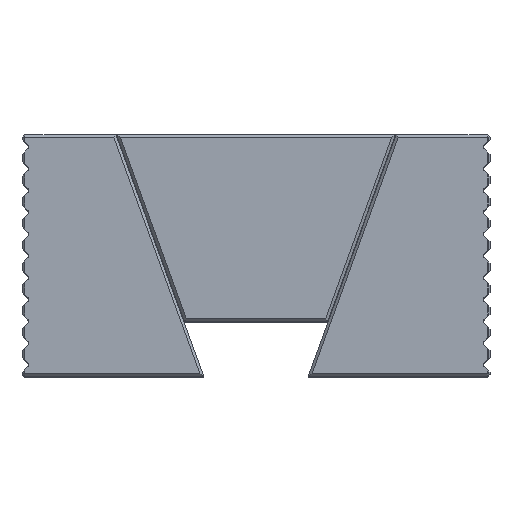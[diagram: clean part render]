
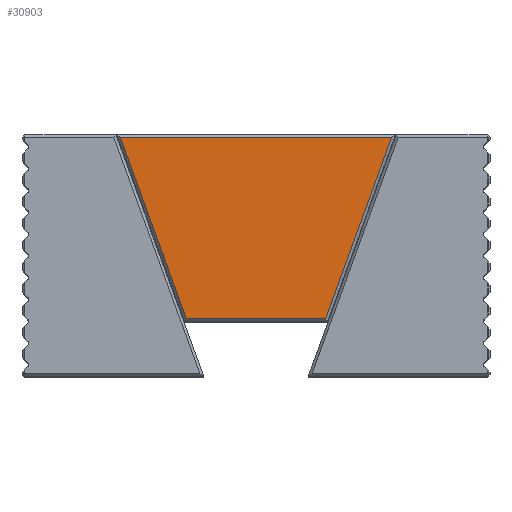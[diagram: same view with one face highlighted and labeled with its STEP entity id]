
A CAD part, top view. The second image highlights one B-rep face of the part: STEP entity #30903.
In plain terms, the highlighted planar face has unit normal (0, 0, 1).
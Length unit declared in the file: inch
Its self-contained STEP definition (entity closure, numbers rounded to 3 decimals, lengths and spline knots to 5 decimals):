
#388 = VERTEX_POINT ( 'NONE', #20272 ) ;
#955 = EDGE_CURVE ( 'NONE', #23925, #388, #22451, .T. ) ;
#968 = CARTESIAN_POINT ( 'NONE',  ( -0.24691, 0.00342, 0.78346 ) ) ;
#2080 = CARTESIAN_POINT ( 'NONE',  ( -0.24931, 0.01, 0.78346 ) ) ;
#2519 = CARTESIAN_POINT ( 'NONE',  ( -0.48552, 0.659, 0.78346 ) ) ;
#3974 = CARTESIAN_POINT ( 'NONE',  ( 0.21693, -0.07896, 0.78346 ) ) ;
#4308 = DIRECTION ( 'NONE',  ( 0., 0., -1. ) ) ;
#5433 = DIRECTION ( 'NONE',  ( 1., 0., 0. ) ) ;
#5683 = VECTOR ( 'NONE', #17122, 39.37008 ) ;
#5889 = ORIENTED_EDGE ( 'NONE', *, *, #14146, .T. ) ;
#5917 = DIRECTION ( 'NONE',  ( 0.342, -0.94, 0. ) ) ;
#7598 = FACE_OUTER_BOUND ( 'NONE', #11672, .T. ) ;
#8125 = LINE ( 'NONE', #968, #14107 ) ;
#11672 = EDGE_LOOP ( 'NONE', ( #28918, #5889, #30635, #22926 ) ) ;
#13079 = AXIS2_PLACEMENT_3D ( 'NONE', #29683, #4308, #22136 ) ;
#13741 = EDGE_CURVE ( 'NONE', #25524, #23925, #8125, .T. ) ;
#14107 = VECTOR ( 'NONE', #5917, 39.37008 ) ;
#14146 = EDGE_CURVE ( 'NONE', #32397, #25524, #20436, .T. ) ;
#14550 = EDGE_CURVE ( 'NONE', #388, #32397, #19234, .T. ) ;
#15575 = CARTESIAN_POINT ( 'NONE',  ( 0., 0.01, 0.78346 ) ) ;
#15645 = VECTOR ( 'NONE', #5433, 39.37008 ) ;
#17122 = DIRECTION ( 'NONE',  ( 0.342, 0.94, 0. ) ) ;
#19030 = CARTESIAN_POINT ( 'NONE',  ( 0., 0.659, 0.78346 ) ) ;
#19234 = LINE ( 'NONE', #3974, #5683 ) ;
#20272 = CARTESIAN_POINT ( 'NONE',  ( 0.24931, 0.01, 0.78346 ) ) ;
#20436 = LINE ( 'NONE', #19030, #26415 ) ;
#20735 = CARTESIAN_POINT ( 'NONE',  ( 0.48552, 0.659, 0.78346 ) ) ;
#22136 = DIRECTION ( 'NONE',  ( -1., 0., 0. ) ) ;
#22451 = LINE ( 'NONE', #15575, #15645 ) ;
#22926 = ORIENTED_EDGE ( 'NONE', *, *, #955, .T. ) ;
#23925 = VERTEX_POINT ( 'NONE', #2080 ) ;
#25524 = VERTEX_POINT ( 'NONE', #2519 ) ;
#26415 = VECTOR ( 'NONE', #31920, 39.37008 ) ;
#27027 = PLANE ( 'NONE',  #13079 ) ;
#28918 = ORIENTED_EDGE ( 'NONE', *, *, #14550, .T. ) ;
#29683 = CARTESIAN_POINT ( 'NONE',  ( 0., 0., 0.78346 ) ) ;
#30635 = ORIENTED_EDGE ( 'NONE', *, *, #13741, .T. ) ;
#30903 = ADVANCED_FACE ( 'NONE', ( #7598 ), #27027, .F. ) ;
#31920 = DIRECTION ( 'NONE',  ( -1., 0., 0. ) ) ;
#32397 = VERTEX_POINT ( 'NONE', #20735 ) ;
